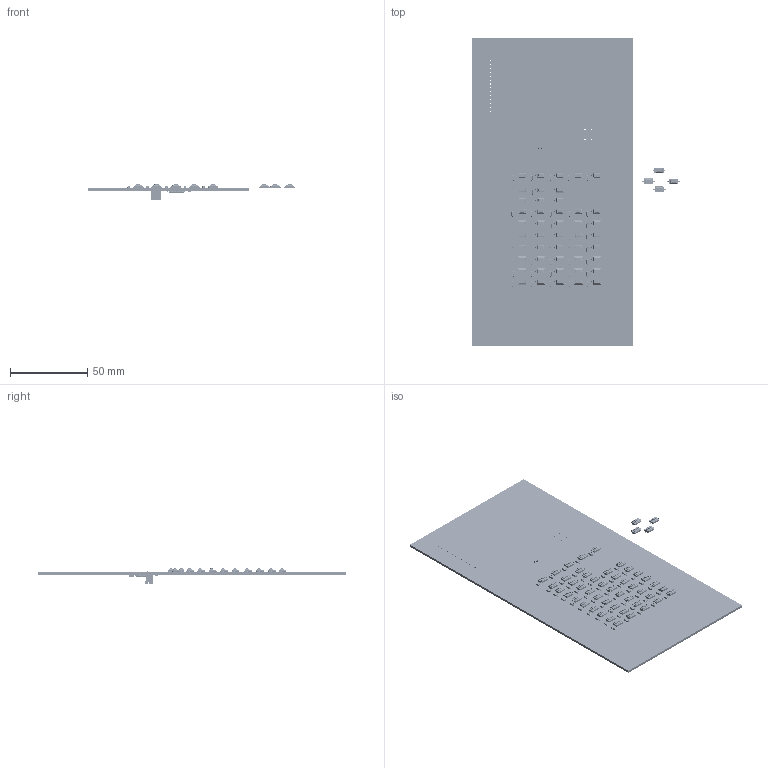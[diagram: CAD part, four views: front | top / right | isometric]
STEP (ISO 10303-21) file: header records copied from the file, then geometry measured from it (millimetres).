
FILE_DESCRIPTION(('KiCad electronic assembly'),'2;1');
FILE_NAME('ci-84.step','2025-03-10T19:44:08',('Pcbnew'),('Kicad'), 'Open CASCADE STEP processor 7.8','KiCad to STEP converter','Unknown' );
FILE_SCHEMA(('AUTOMOTIVE_DESIGN { 1 0 10303 214 1 1 1 1 }'));
Length unit declared in the file: millimetre
Products named in the file (18): ci-84 1; SW_Tactile_SPST_NO_Straight_CK_PTS636Sx25SMTRLFS; PTS636Sx25SMTRLFS; D_SOD-123; D_SOD_123; C_0603_1608Metric; C_0805_2012Metric; WSON-10-1EP_2.5x2.5mm_P0.5mm_EP1.2x2mm; CQ assembly; C_1206_3216Metric; JST_PH_B2B-PH-K_1x02_P2.00mm_Vertical; JST_B2B_PH_K; LQFP-64_10x10mm_P0.5mm; LQFP_64_10x10mm_P05mm; ci-84_PCB
Assembly tree (120 placements, depth 3):
  ci-84 1
    SW_Tactile_SPST_NO_Straight_CK_PTS636Sx25SMTRLFS  x50
      PTS636Sx25SMTRLFS
    D_SOD-123  x46
      D_SOD_123
    C_0603_1608Metric  x10
      C_0603_1608Metric
    C_0805_2012Metric
      C_0805_2012Metric
    WSON-10-1EP_2.5x2.5mm_P0.5mm_EP1.2x2mm
      CQ assembly
    C_1206_3216Metric
      C_1206_3216Metric
    JST_PH_B2B-PH-K_1x02_P2.00mm_Vertical
      JST_B2B_PH_K
    LQFP-64_10x10mm_P0.5mm
      LQFP_64_10x10mm_P05mm
    ci-84_PCB
Bounding box: 134.12 x 199.5 x 10.2 mm (x, y, z)
Volume: 35411.1 mm3; surface area: 51998.8 mm2
Topology: 324 solids, 324 shells, 16219 faces, 40386 edges, 24540 vertices
Faces by surface type: plane 10109, cylinder 3818, bspline 1892, sphere 400
Full cylindrical faces by diameter (mm): 0.2 x6, 0.25 x1, 0.5 x1, 0.75 x2, 0.8 x14, 0.991 x4
Entity records: 63658 total; most frequent: CARTESIAN_POINT 11918, ORIENTED_EDGE 8580, DIRECTION 8254, EDGE_CURVE 4290, LINE 3350, VECTOR 3350, VERTEX_POINT 2720, AXIS2_PLACEMENT_3D 2452
